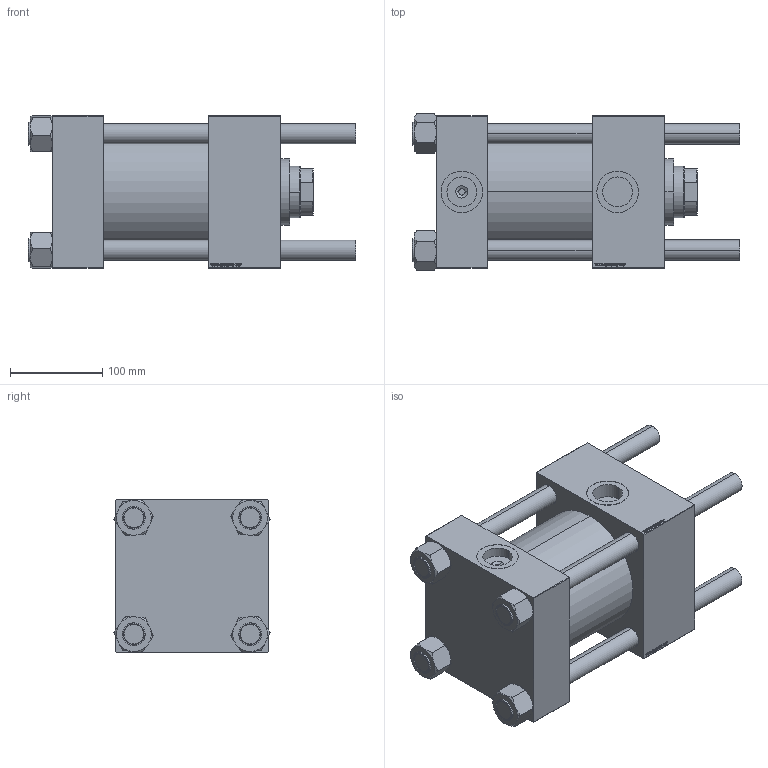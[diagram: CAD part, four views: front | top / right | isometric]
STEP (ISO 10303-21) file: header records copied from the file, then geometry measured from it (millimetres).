
FILE_DESCRIPTION (( 'STEP AP203' ), '1' );
FILE_NAME ('e560.STEP', '2023-08-23T04:48:05', ( '' ), ( '' ), 'SwSTEP 2.0', 'SolidWorks 2019', '' );
FILE_SCHEMA (( 'CONFIG_CONTROL_DESIGN' ));
Length unit declared in the file: millimetre
Products named in the file (6): NUT_M5_B 978faf6d88bd79cadc1dccef3ecdb044; V215CR_VCP_B 978faf6d88bd79cadc1dccef3ecdb044; V215CR_B_TYCINKA 978faf6d88bd79cadc1dccef3ecdb044; V215_VC_A 978faf6d88bd79cadc1dccef3ecdb044; e560; V215CR_B-1 978faf6d88bd79cadc1dccef3ecdb044
Assembly tree (11 placements, depth 2):
  e560
    V215CR_B-1 978faf6d88bd79cadc1dccef3ecdb044
    V215CR_VCP_B 978faf6d88bd79cadc1dccef3ecdb044
    NUT_M5_B 978faf6d88bd79cadc1dccef3ecdb044  x4
    V215CR_B_TYCINKA 978faf6d88bd79cadc1dccef3ecdb044  x4
    V215_VC_A 978faf6d88bd79cadc1dccef3ecdb044
Bounding box: 354 x 168.98 x 165.07 mm (x, y, z)
Volume: 4836248.1 mm3; surface area: 586095.2 mm2
Topology: 11 solids, 11 shells, 1206 faces, 3090 edges, 2015 vertices
Faces by surface type: bspline 504, plane 480, cone 136, cylinder 78, torus 8
Entity records: 57282 total; most frequent: CARTESIAN_POINT 34136, ORIENTED_EDGE 5444, DIRECTION 2998, EDGE_CURVE 2722, VERTEX_POINT 1793, LINE 1464, VECTOR 1464, EDGE_LOOP 1175
